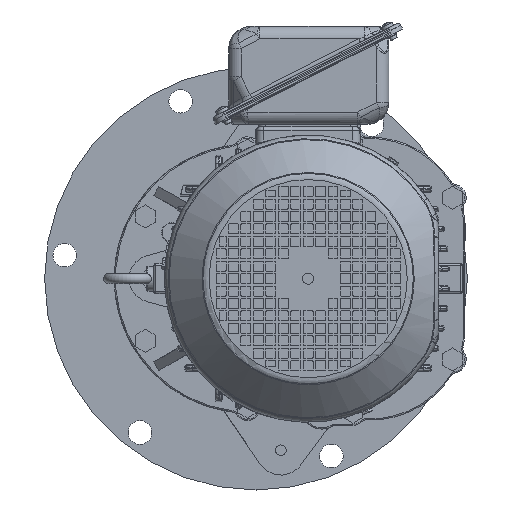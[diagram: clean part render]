
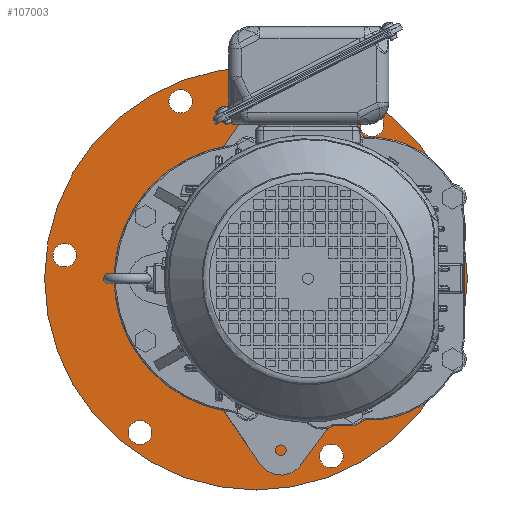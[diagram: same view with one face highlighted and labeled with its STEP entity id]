
A CAD part, left-side view. The second image highlights one B-rep face of the part: STEP entity #107003.
In plain terms, the highlighted planar face has unit normal (-1, 0, 0).
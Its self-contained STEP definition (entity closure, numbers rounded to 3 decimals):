
#155 = CARTESIAN_POINT ( 'NONE',  ( -5.797, -103.145, -101.823 ) ) ;
#779 = VECTOR ( 'NONE', #67878, 1000. ) ;
#1033 = ORIENTED_EDGE ( 'NONE', *, *, #9339, .T. ) ;
#2773 = FACE_OUTER_BOUND ( 'NONE', #134692, .T. ) ;
#2991 = CARTESIAN_POINT ( 'NONE',  ( -5.797, -122.461, 119.039 ) ) ;
#4468 = CARTESIAN_POINT ( 'NONE',  ( -5.797, -73.289, -147.428 ) ) ;
#4744 = DIRECTION ( 'NONE',  ( -1., 0., 0. ) ) ;
#6948 = DIRECTION ( 'NONE',  ( 0., 0., 1. ) ) ;
#9339 = EDGE_CURVE ( 'NONE', #35978, #27988, #43830, .T. ) ;
#9536 = AXIS2_PLACEMENT_3D ( 'NONE', #116001, #27805, #105492 ) ;
#9714 = EDGE_CURVE ( 'NONE', #103099, #19723, #43960, .T. ) ;
#11779 = CARTESIAN_POINT ( 'NONE',  ( -5.797, 80.556, -119.039 ) ) ;
#13463 = VERTEX_POINT ( 'NONE', #71728 ) ;
#13983 = FACE_BOUND ( 'NONE', #79110, .T. ) ;
#15413 = AXIS2_PLACEMENT_3D ( 'NONE', #44228, #70145, #23837 ) ;
#18283 = CARTESIAN_POINT ( 'NONE',  ( -5.797, 72.329, -123.789 ) ) ;
#18749 = LINE ( 'NONE', #20210, #127974 ) ;
#19723 = VERTEX_POINT ( 'NONE', #92161 ) ;
#20210 = CARTESIAN_POINT ( 'NONE',  ( -5.797, -20.952, -101.823 ) ) ;
#22416 = AXIS2_PLACEMENT_3D ( 'NONE', #48710, #94283, #98686 ) ;
#23837 = DIRECTION ( 'NONE',  ( 0., 0.866, -0.5 ) ) ;
#25245 = FACE_BOUND ( 'NONE', #77159, .T. ) ;
#25838 = DIRECTION ( 'NONE',  ( 0., 0., -1. ) ) ;
#27805 = DIRECTION ( 'NONE',  ( -1., 0., 0. ) ) ;
#27988 = VERTEX_POINT ( 'NONE', #133362 ) ;
#28890 = DIRECTION ( 'NONE',  ( 0., 0., 1. ) ) ;
#30730 = CARTESIAN_POINT ( 'NONE',  ( -5.797, -113.555, 103. ) ) ;
#31137 = DIRECTION ( 'NONE',  ( 0., 0., 1. ) ) ;
#34163 = VERTEX_POINT ( 'NONE', #145440 ) ;
#34565 = ORIENTED_EDGE ( 'NONE', *, *, #35888, .F. ) ;
#34963 = DIRECTION ( 'NONE',  ( 0., -0.866, 0.5 ) ) ;
#35570 = DIRECTION ( 'NONE',  ( 1., 0., 0. ) ) ;
#35888 = EDGE_CURVE ( 'NONE', #103099, #127131, #18749, .T. ) ;
#35978 = VERTEX_POINT ( 'NONE', #30730 ) ;
#36447 = FACE_BOUND ( 'NONE', #54681, .T. ) ;
#36607 = DIRECTION ( 'NONE',  ( 1., 0., 0. ) ) ;
#39166 = CIRCLE ( 'NONE', #139440, 9.5 ) ;
#39906 = CARTESIAN_POINT ( 'NONE',  ( -5.797, -174.797, -18.89 ) ) ;
#43052 = DIRECTION ( 'NONE',  ( -1., 0., 0. ) ) ;
#43359 = DIRECTION ( 'NONE',  ( 0., -1., 0. ) ) ;
#43830 = CIRCLE ( 'NONE', #22416, 138.507 ) ;
#43960 = CIRCLE ( 'NONE', #141970, 103. ) ;
#44134 = VERTEX_POINT ( 'NONE', #123372 ) ;
#44228 = CARTESIAN_POINT ( 'NONE',  ( -5.797, -81.516, -142.678 ) ) ;
#45169 = ORIENTED_EDGE ( 'NONE', *, *, #68155, .F. ) ;
#46121 = CARTESIAN_POINT ( 'NONE',  ( -5.797, 39.611, 142.678 ) ) ;
#46337 = VERTEX_POINT ( 'NONE', #2991 ) ;
#48710 = CARTESIAN_POINT ( 'NONE',  ( -5.797, -20.952, 0. ) ) ;
#48973 = EDGE_CURVE ( 'NONE', #34163, #127131, #114214, .T. ) ;
#49430 = ORIENTED_EDGE ( 'NONE', *, *, #82607, .F. ) ;
#52003 = PLANE ( 'NONE',  #92858 ) ;
#54681 = EDGE_LOOP ( 'NONE', ( #45169 ) ) ;
#55118 = CARTESIAN_POINT ( 'NONE',  ( -5.797, -174.797, -28.39 ) ) ;
#55138 = DIRECTION ( 'NONE',  ( 0., -1., 0. ) ) ;
#56507 = ORIENTED_EDGE ( 'NONE', *, *, #48973, .T. ) ;
#60993 = EDGE_LOOP ( 'NONE', ( #90382 ) ) ;
#65440 = ORIENTED_EDGE ( 'NONE', *, *, #9714, .T. ) ;
#66773 = DIRECTION ( 'NONE',  ( -1., 0., 0. ) ) ;
#67402 = EDGE_CURVE ( 'NONE', #44134, #44134, #113463, .T. ) ;
#67878 = DIRECTION ( 'NONE',  ( 0., 0.545, -0.839 ) ) ;
#68155 = EDGE_CURVE ( 'NONE', #46337, #46337, #75165, .T. ) ;
#69528 = DIRECTION ( 'NONE',  ( -1., 0., 0. ) ) ;
#70145 = DIRECTION ( 'NONE',  ( -1., 0., 0. ) ) ;
#70231 = EDGE_LOOP ( 'NONE', ( #78634 ) ) ;
#71728 = CARTESIAN_POINT ( 'NONE',  ( -5.797, 31.384, 147.428 ) ) ;
#75165 = CIRCLE ( 'NONE', #130151, 9.5 ) ;
#75708 = VECTOR ( 'NONE', #55138, 1000. ) ;
#77159 = EDGE_LOOP ( 'NONE', ( #49430 ) ) ;
#77392 = CIRCLE ( 'NONE', #113239, 9.5 ) ;
#78634 = ORIENTED_EDGE ( 'NONE', *, *, #130275, .F. ) ;
#79076 = AXIS2_PLACEMENT_3D ( 'NONE', #39906, #4744, #6948 ) ;
#79110 = EDGE_LOOP ( 'NONE', ( #34565, #65440, #93746, #1033, #100155, #56507 ) ) ;
#79820 = CIRCLE ( 'NONE', #15413, 9.5 ) ;
#81984 = FACE_BOUND ( 'NONE', #90685, .T. ) ;
#82607 = EDGE_CURVE ( 'NONE', #128564, #128564, #39166, .T. ) ;
#83165 = EDGE_CURVE ( 'NONE', #13463, #13463, #77392, .T. ) ;
#86532 = EDGE_CURVE ( 'NONE', #19723, #35978, #97834, .T. ) ;
#87127 = ORIENTED_EDGE ( 'NONE', *, *, #67402, .F. ) ;
#90382 = ORIENTED_EDGE ( 'NONE', *, *, #106176, .F. ) ;
#90685 = EDGE_LOOP ( 'NONE', ( #135525 ) ) ;
#91680 = DIRECTION ( 'NONE',  ( -1., 0., 0. ) ) ;
#92161 = CARTESIAN_POINT ( 'NONE',  ( -5.797, -14.952, 103. ) ) ;
#92858 = AXIS2_PLACEMENT_3D ( 'NONE', #121506, #108838, #28890 ) ;
#93171 = FACE_BOUND ( 'NONE', #138921, .T. ) ;
#93236 = CARTESIAN_POINT ( 'NONE',  ( -5.797, -125.274, -67.747 ) ) ;
#93327 = CARTESIAN_POINT ( 'NONE',  ( -5.797, -14.952, 0. ) ) ;
#93746 = ORIENTED_EDGE ( 'NONE', *, *, #86532, .T. ) ;
#94283 = DIRECTION ( 'NONE',  ( 1., 0., 0. ) ) ;
#95269 = EDGE_CURVE ( 'NONE', #27988, #34163, #95655, .T. ) ;
#95655 = CIRCLE ( 'NONE', #79076, 17. ) ;
#95966 = CIRCLE ( 'NONE', #110249, 9.5 ) ;
#97834 = LINE ( 'NONE', #123213, #75708 ) ;
#98686 = DIRECTION ( 'NONE',  ( 0., 0., 1. ) ) ;
#100155 = ORIENTED_EDGE ( 'NONE', *, *, #95269, .T. ) ;
#101308 = EDGE_CURVE ( 'NONE', #118068, #118068, #79820, .T. ) ;
#101684 = CARTESIAN_POINT ( 'NONE',  ( -5.797, -114.234, 123.789 ) ) ;
#103099 = VERTEX_POINT ( 'NONE', #141160 ) ;
#105171 = VERTEX_POINT ( 'NONE', #11779 ) ;
#105492 = DIRECTION ( 'NONE',  ( 0., 0., -1. ) ) ;
#106176 = EDGE_CURVE ( 'NONE', #132968, #132968, #145607, .T. ) ;
#107003 = ADVANCED_FACE ( 'NONE', ( #127617, #93171, #138806, #36447, #81984, #25245, #13983, #2773 ), #52003, .T. ) ;
#108838 = DIRECTION ( 'NONE',  ( -1., 0., 0. ) ) ;
#110249 = AXIS2_PLACEMENT_3D ( 'NONE', #18283, #66773, #132641 ) ;
#113239 = AXIS2_PLACEMENT_3D ( 'NONE', #46121, #91680, #34963 ) ;
#113463 = CIRCLE ( 'NONE', #132596, 170. ) ;
#114214 = LINE ( 'NONE', #93236, #779 ) ;
#115853 = CARTESIAN_POINT ( 'NONE',  ( -5.797, 132.892, 28.39 ) ) ;
#116001 = CARTESIAN_POINT ( 'NONE',  ( -5.797, -174.797, -18.89 ) ) ;
#117253 = DIRECTION ( 'NONE',  ( 0., 0., 1. ) ) ;
#118068 = VERTEX_POINT ( 'NONE', #4468 ) ;
#121506 = CARTESIAN_POINT ( 'NONE',  ( -5.797, -20.952, 0. ) ) ;
#123213 = CARTESIAN_POINT ( 'NONE',  ( -5.797, -113.171, 103. ) ) ;
#123372 = CARTESIAN_POINT ( 'NONE',  ( -5.797, -20.952, -170. ) ) ;
#125977 = CARTESIAN_POINT ( 'NONE',  ( -5.797, -20.952, 0. ) ) ;
#127131 = VERTEX_POINT ( 'NONE', #155 ) ;
#127617 = FACE_BOUND ( 'NONE', #70231, .T. ) ;
#127974 = VECTOR ( 'NONE', #43359, 1000. ) ;
#128564 = VERTEX_POINT ( 'NONE', #115853 ) ;
#130151 = AXIS2_PLACEMENT_3D ( 'NONE', #101684, #69528, #147327 ) ;
#130275 = EDGE_CURVE ( 'NONE', #105171, #105171, #95966, .T. ) ;
#132596 = AXIS2_PLACEMENT_3D ( 'NONE', #125977, #35570, #25838 ) ;
#132641 = DIRECTION ( 'NONE',  ( 0., 0.866, 0.5 ) ) ;
#132968 = VERTEX_POINT ( 'NONE', #55118 ) ;
#133362 = CARTESIAN_POINT ( 'NONE',  ( -5.797, -158.848, -13.006 ) ) ;
#133521 = CARTESIAN_POINT ( 'NONE',  ( -5.797, 132.892, 18.89 ) ) ;
#134692 = EDGE_LOOP ( 'NONE', ( #87127 ) ) ;
#135329 = ORIENTED_EDGE ( 'NONE', *, *, #101308, .F. ) ;
#135525 = ORIENTED_EDGE ( 'NONE', *, *, #83165, .F. ) ;
#138806 = FACE_BOUND ( 'NONE', #60993, .T. ) ;
#138921 = EDGE_LOOP ( 'NONE', ( #135329 ) ) ;
#139440 = AXIS2_PLACEMENT_3D ( 'NONE', #133521, #43052, #31137 ) ;
#141160 = CARTESIAN_POINT ( 'NONE',  ( -5.797, -30.477, -101.823 ) ) ;
#141970 = AXIS2_PLACEMENT_3D ( 'NONE', #93327, #36607, #117253 ) ;
#145440 = CARTESIAN_POINT ( 'NONE',  ( -5.797, -157.847, -17.59 ) ) ;
#145607 = CIRCLE ( 'NONE', #9536, 9.5 ) ;
#147327 = DIRECTION ( 'NONE',  ( 0., -0.866, -0.5 ) ) ;
